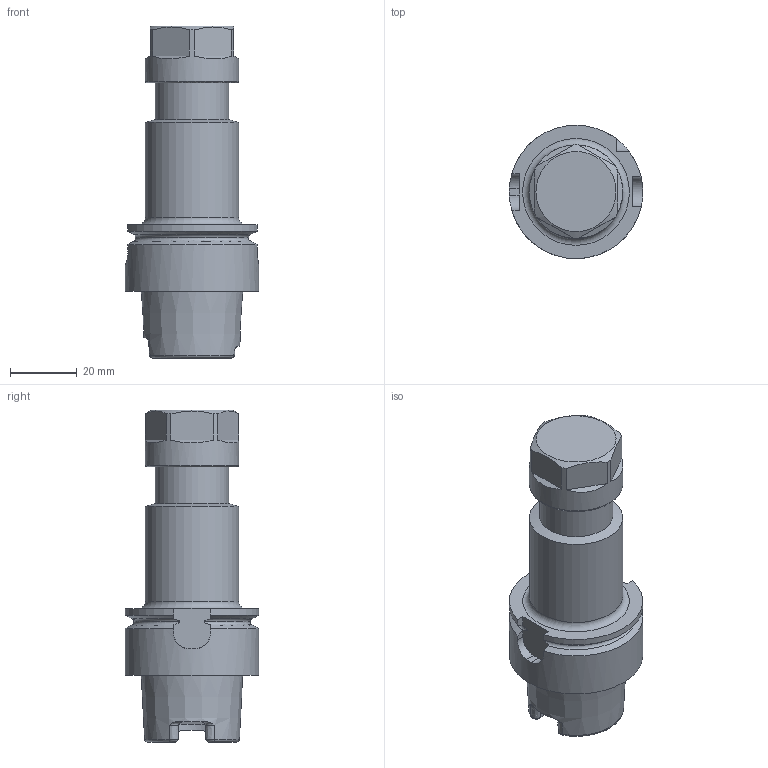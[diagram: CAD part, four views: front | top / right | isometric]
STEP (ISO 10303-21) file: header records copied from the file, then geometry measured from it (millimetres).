
FILE_DESCRIPTION(/* description */ (''),/* implementation_level */ '2;1');
FILE_NAME(/* name */ '10000989122nxv000_00_214.stp',/* time_stamp */ '2022-01-19T10:58:16+01:00',/* author */ (''),/* organization */ (''),/* preprocessor_version */ 'ST-DEVELOPER v16.7',/* originating_system */ 'SIEMENS PLM Software NX 12.0',/* authorisation */ '');
FILE_SCHEMA (('AUTOMOTIVE_DESIGN { 1 0 10303 214 3 1 1 1 }'));
Length unit declared in the file: millimetre
Products named in the file (1): 10000989122nxv000_00
Bounding box: 40 x 40 x 99.48 mm (x, y, z)
Volume: 68294.7 mm3; surface area: 12550.4 mm2
Topology: 1 solids, 1 shells, 94 faces, 252 edges, 163 vertices
Faces by surface type: plane 42, cylinder 19, bspline 12, cone 11, torus 10
Full cylindrical faces by diameter (mm): 21 x1, 22 x1, 28 x2, 40 x1
Entity records: 3613 total; most frequent: CARTESIAN_POINT 1464, ORIENTED_EDGE 472, DIRECTION 393, EDGE_CURVE 236, VERTEX_POINT 157, AXIS2_PLACEMENT_3D 156, EDGE_LOOP 107, ADVANCED_FACE 94
